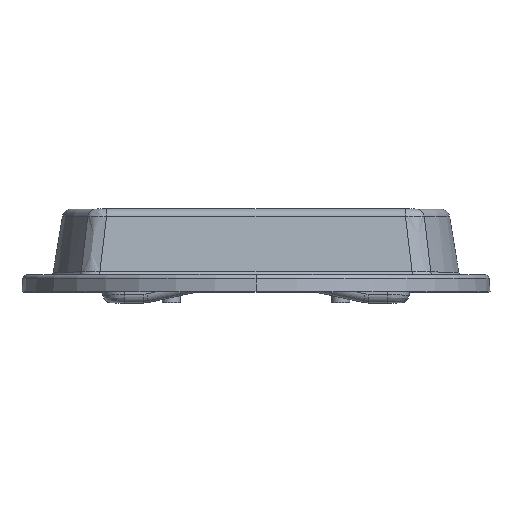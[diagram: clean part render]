
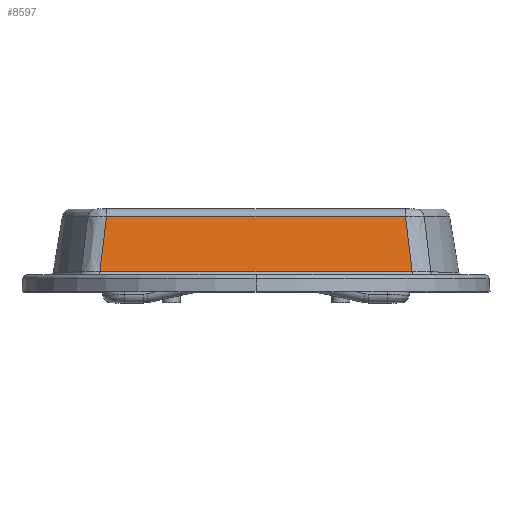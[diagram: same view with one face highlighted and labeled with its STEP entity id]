
A CAD part, top view. The second image highlights one B-rep face of the part: STEP entity #8597.
In plain terms, the highlighted planar face has unit normal (0, 0.143, 0.99).
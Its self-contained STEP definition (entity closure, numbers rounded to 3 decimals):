
#74 = EDGE_CURVE ( 'NONE', #12658, #425, #3989, .T. ) ;
#256 = DIRECTION ( 'NONE',  ( 1., 0., 0. ) ) ;
#425 = VERTEX_POINT ( 'NONE', #11068 ) ;
#922 = EDGE_CURVE ( 'NONE', #16226, #425, #6743, .T. ) ;
#1460 = DIRECTION ( 'NONE',  ( 0., 0.143, 0.99 ) ) ;
#1505 = CARTESIAN_POINT ( 'NONE',  ( -68.7, -114.682, 49.217 ) ) ;
#2391 = CARTESIAN_POINT ( 'NONE',  ( 0., -97.421, 46.721 ) ) ;
#2745 = ORIENTED_EDGE ( 'NONE', *, *, #15459, .T. ) ;
#2762 = CARTESIAN_POINT ( 'NONE',  ( -69.621, -122.348, 50.326 ) ) ;
#2846 = CARTESIAN_POINT ( 'NONE',  ( -69.161, -118.515, 49.771 ) ) ;
#3989 = B_SPLINE_CURVE_WITH_KNOTS ( 'NONE', 3,
 ( #9641, #15242, #16709, #2762, #2846, #1505, #16791 ),
 .UNSPECIFIED., .F., .F.,
 ( 4, 3, 4 ),
 ( 0.001, 0.015, 0.027 ),
 .UNSPECIFIED. ) ;
#4387 = LINE ( 'NONE', #15246, #14601 ) ;
#4998 = DIRECTION ( 'NONE',  ( 0., -0.99, 0.143 ) ) ;
#6048 = ORIENTED_EDGE ( 'NONE', *, *, #7271, .T. ) ;
#6278 = EDGE_LOOP ( 'NONE', ( #17526, #17833, #6048, #2745 ) ) ;
#6743 = LINE ( 'NONE', #9121, #11275 ) ;
#6778 = AXIS2_PLACEMENT_3D ( 'NONE', #2391, #1460, #4998 ) ;
#6797 = VERTEX_POINT ( 'NONE', #10578 ) ;
#7271 = EDGE_CURVE ( 'NONE', #12658, #6797, #4387, .T. ) ;
#8195 = DIRECTION ( 'NONE',  ( -1., 0., 0. ) ) ;
#8200 = CARTESIAN_POINT ( 'NONE',  ( 69.621, -122.348, 50.326 ) ) ;
#8597 = ADVANCED_FACE ( 'NONE', ( #17847 ), #14778, .T. ) ;
#8669 = CARTESIAN_POINT ( 'NONE',  ( 68.238, -110.849, 48.663 ) ) ;
#9121 = CARTESIAN_POINT ( 'NONE',  ( -67.824, -110.849, 48.663 ) ) ;
#9641 = CARTESIAN_POINT ( 'NONE',  ( -71.269, -136.136, 52.319 ) ) ;
#10578 = CARTESIAN_POINT ( 'NONE',  ( 71.269, -136.136, 52.319 ) ) ;
#11068 = CARTESIAN_POINT ( 'NONE',  ( -68.238, -110.849, 48.663 ) ) ;
#11275 = VECTOR ( 'NONE', #8195, 1000. ) ;
#12361 = CARTESIAN_POINT ( 'NONE',  ( 70.172, -126.944, 50.99 ) ) ;
#12658 = VERTEX_POINT ( 'NONE', #13713 ) ;
#12704 = B_SPLINE_CURVE_WITH_KNOTS ( 'NONE', 3,
 ( #17724, #15075, #12361, #8200, #13721, #16721, #12726 ),
 .UNSPECIFIED., .F., .F.,
 ( 4, 3, 4 ),
 ( 0.001, 0.015, 0.027 ),
 .UNSPECIFIED. ) ;
#12726 = CARTESIAN_POINT ( 'NONE',  ( 68.238, -110.849, 48.663 ) ) ;
#13713 = CARTESIAN_POINT ( 'NONE',  ( -71.269, -136.136, 52.319 ) ) ;
#13721 = CARTESIAN_POINT ( 'NONE',  ( 69.161, -118.515, 49.771 ) ) ;
#14601 = VECTOR ( 'NONE', #256, 1000. ) ;
#14778 = PLANE ( 'NONE',  #6778 ) ;
#15075 = CARTESIAN_POINT ( 'NONE',  ( 70.721, -131.54, 51.655 ) ) ;
#15242 = CARTESIAN_POINT ( 'NONE',  ( -70.721, -131.54, 51.655 ) ) ;
#15246 = CARTESIAN_POINT ( 'NONE',  ( 0., -136.136, 52.319 ) ) ;
#15459 = EDGE_CURVE ( 'NONE', #6797, #16226, #12704, .T. ) ;
#16226 = VERTEX_POINT ( 'NONE', #8669 ) ;
#16709 = CARTESIAN_POINT ( 'NONE',  ( -70.172, -126.944, 50.99 ) ) ;
#16721 = CARTESIAN_POINT ( 'NONE',  ( 68.7, -114.682, 49.217 ) ) ;
#16791 = CARTESIAN_POINT ( 'NONE',  ( -68.238, -110.849, 48.663 ) ) ;
#17526 = ORIENTED_EDGE ( 'NONE', *, *, #922, .T. ) ;
#17724 = CARTESIAN_POINT ( 'NONE',  ( 71.269, -136.136, 52.319 ) ) ;
#17833 = ORIENTED_EDGE ( 'NONE', *, *, #74, .F. ) ;
#17847 = FACE_OUTER_BOUND ( 'NONE', #6278, .T. ) ;
